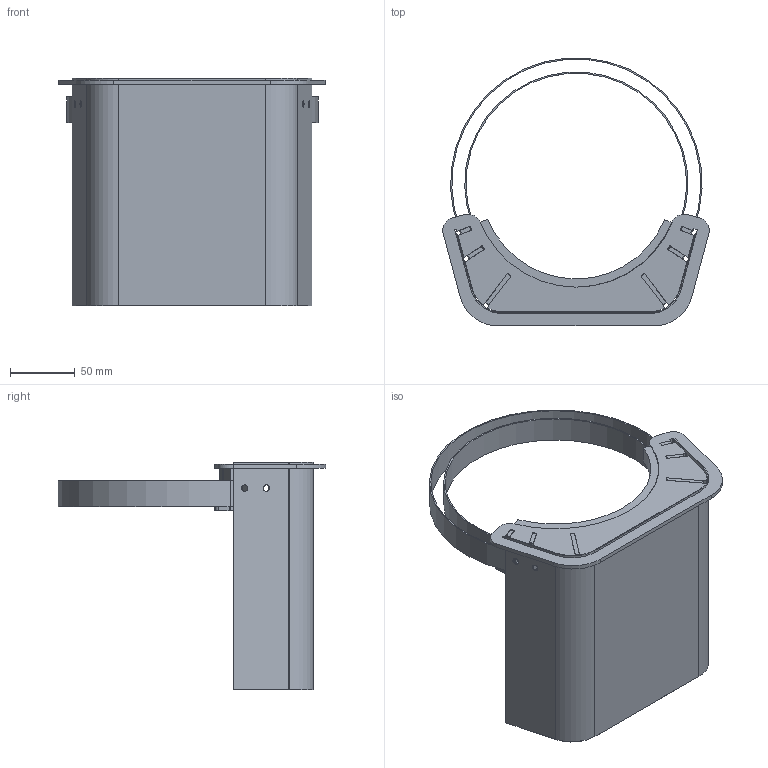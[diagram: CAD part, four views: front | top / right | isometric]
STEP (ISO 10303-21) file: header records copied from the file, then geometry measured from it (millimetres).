
FILE_DESCRIPTION(/* description */ (''),/* implementation_level */ '2;1');
FILE_NAME(/* name */ 'EmergencyFaceShield_ASM_REV1.stp',/* time_stamp */ '2020-03-21T07:14:40-07:00',/* author */ (''),/* organization */ (''),/* preprocessor_version */ 'ST-DEVELOPER v16.7',/* originating_system */ 'SIEMENS PLM Software NX 12.0',/* authorisation */ '');
FILE_SCHEMA (('AUTOMOTIVE_DESIGN { 1 0 10303 214 3 1 1 1 }'));
Length unit declared in the file: millimetre
Products named in the file (1): alev2830EBB9if2i
Bounding box: 206.52 x 207.5 x 176.59 mm (x, y, z)
Volume: 122481.6 mm3; surface area: 180871.8 mm2
Topology: 11 solids, 11 shells, 286 faces, 796 edges, 532 vertices
Faces by surface type: plane 148, cylinder 138
Full cylindrical faces by diameter (mm): 5 x4
Entity records: 9300 total; most frequent: DIRECTION 1638, CARTESIAN_POINT 1603, ORIENTED_EDGE 1576, EDGE_CURVE 788, AXIS2_PLACEMENT_3D 563, VERTEX_POINT 528, LINE 512, VECTOR 512
